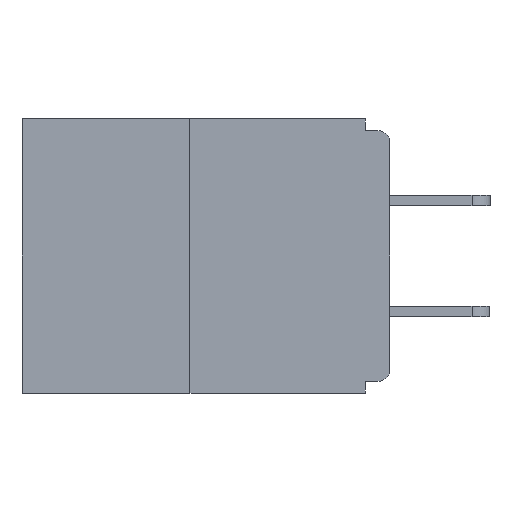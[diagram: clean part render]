
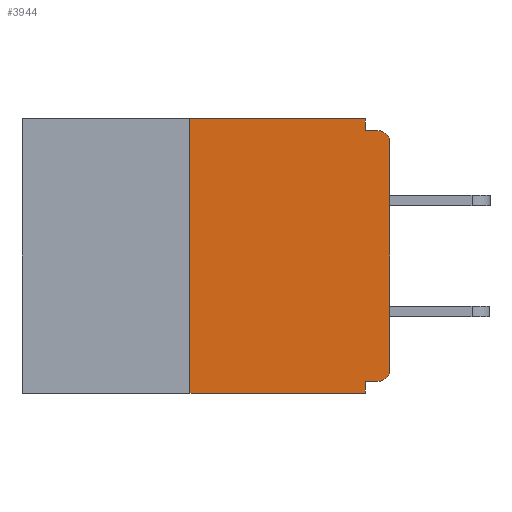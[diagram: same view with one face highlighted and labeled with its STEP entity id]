
A CAD part, left-side view. The second image highlights one B-rep face of the part: STEP entity #3944.
In plain terms, the highlighted planar face has unit normal (-1, 0, 0).
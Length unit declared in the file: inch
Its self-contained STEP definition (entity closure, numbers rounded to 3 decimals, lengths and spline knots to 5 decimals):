
#124 = LINE ( 'NONE', #19282, #19386 ) ;
#588 = AXIS2_PLACEMENT_3D ( 'NONE', #15049, #3913, #7313 ) ;
#756 = CARTESIAN_POINT ( 'NONE',  ( 0., 0.015, -0.328 ) ) ;
#798 = VECTOR ( 'NONE', #12060, 39.37008 ) ;
#860 = VECTOR ( 'NONE', #13708, 39.37008 ) ;
#867 = ORIENTED_EDGE ( 'NONE', *, *, #7217, .T. ) ;
#910 = LINE ( 'NONE', #23298, #22844 ) ;
#1072 = LINE ( 'NONE', #19710, #798 ) ;
#1488 = CIRCLE ( 'NONE', #2788, 0.015 ) ;
#1883 = ORIENTED_EDGE ( 'NONE', *, *, #15234, .F. ) ;
#2423 = CARTESIAN_POINT ( 'NONE',  ( 0., 0.46, 0. ) ) ;
#2617 = ORIENTED_EDGE ( 'NONE', *, *, #8753, .F. ) ;
#2788 = AXIS2_PLACEMENT_3D ( 'NONE', #6391, #8034, #21058 ) ;
#2800 = VECTOR ( 'NONE', #10618, 39.37008 ) ;
#3614 = EDGE_CURVE ( 'NONE', #19520, #20991, #910, .T. ) ;
#3913 = DIRECTION ( 'NONE',  ( -1., 0., 0. ) ) ;
#3944 = ADVANCED_FACE ( 'NONE', ( #11174 ), #20391, .F. ) ;
#3971 = EDGE_CURVE ( 'NONE', #23932, #12971, #17549, .T. ) ;
#4613 = DIRECTION ( 'NONE',  ( 0., -1., 0. ) ) ;
#4960 = VERTEX_POINT ( 'NONE', #22563 ) ;
#4999 = ORIENTED_EDGE ( 'NONE', *, *, #12858, .F. ) ;
#5850 = ORIENTED_EDGE ( 'NONE', *, *, #3971, .T. ) ;
#5975 = ORIENTED_EDGE ( 'NONE', *, *, #10573, .F. ) ;
#6391 = CARTESIAN_POINT ( 'NONE',  ( 0., 0.015, -0.313 ) ) ;
#7217 = EDGE_CURVE ( 'NONE', #24158, #23932, #1488, .T. ) ;
#7227 = ORIENTED_EDGE ( 'NONE', *, *, #8616, .T. ) ;
#7313 = DIRECTION ( 'NONE',  ( 0., 0., -1. ) ) ;
#8034 = DIRECTION ( 'NONE',  ( -1., 0., 0. ) ) ;
#8616 = EDGE_CURVE ( 'NONE', #12971, #20991, #20078, .T. ) ;
#8689 = LINE ( 'NONE', #21767, #2800 ) ;
#8693 = CARTESIAN_POINT ( 'NONE',  ( 0., 0.46, -0.343 ) ) ;
#8753 = EDGE_CURVE ( 'NONE', #18570, #23502, #1072, .T. ) ;
#9262 = CARTESIAN_POINT ( 'NONE',  ( 0., 0.46, 0. ) ) ;
#9611 = VERTEX_POINT ( 'NONE', #13571 ) ;
#9793 = CARTESIAN_POINT ( 'NONE',  ( 0., 0., -0.313 ) ) ;
#9808 = VECTOR ( 'NONE', #10453, 39.37008 ) ;
#9932 = ORIENTED_EDGE ( 'NONE', *, *, #20645, .F. ) ;
#10345 = LINE ( 'NONE', #13006, #21999 ) ;
#10453 = DIRECTION ( 'NONE',  ( 0., -1., 0. ) ) ;
#10496 = CARTESIAN_POINT ( 'NONE',  ( 0., 0., -0.03 ) ) ;
#10573 = EDGE_CURVE ( 'NONE', #4960, #19520, #8689, .T. ) ;
#10618 = DIRECTION ( 'NONE',  ( 0., 0., -1. ) ) ;
#10718 = DIRECTION ( 'NONE',  ( 0., 0., -1. ) ) ;
#11174 = FACE_OUTER_BOUND ( 'NONE', #16870, .T. ) ;
#12060 = DIRECTION ( 'NONE',  ( 0., 0., 1. ) ) ;
#12284 = EDGE_CURVE ( 'NONE', #18570, #9611, #23186, .T. ) ;
#12858 = EDGE_CURVE ( 'NONE', #24158, #23876, #10345, .T. ) ;
#12879 = DIRECTION ( 'NONE',  ( 0., 0., 1. ) ) ;
#12944 = VECTOR ( 'NONE', #12879, 39.37008 ) ;
#12971 = VERTEX_POINT ( 'NONE', #10496 ) ;
#13006 = CARTESIAN_POINT ( 'NONE',  ( 0., 0., -0.328 ) ) ;
#13184 = CARTESIAN_POINT ( 'NONE',  ( 0., 0.031, -0.328 ) ) ;
#13571 = CARTESIAN_POINT ( 'NONE',  ( 0., 0.031, -0.343 ) ) ;
#13576 = ORIENTED_EDGE ( 'NONE', *, *, #3614, .F. ) ;
#13708 = DIRECTION ( 'NONE',  ( 0., -1., 0. ) ) ;
#14815 = DIRECTION ( 'NONE',  ( 1., 0., 0. ) ) ;
#15049 = CARTESIAN_POINT ( 'NONE',  ( 0., 0.015, -0.03 ) ) ;
#15234 = EDGE_CURVE ( 'NONE', #23502, #4960, #19533, .T. ) ;
#16632 = DIRECTION ( 'NONE',  ( 0., 1., 0. ) ) ;
#16870 = EDGE_LOOP ( 'NONE', ( #1883, #2617, #21943, #9932, #4999, #867, #5850, #7227, #13576, #5975 ) ) ;
#17095 = CARTESIAN_POINT ( 'NONE',  ( 0., 0.031, -0.015 ) ) ;
#17549 = LINE ( 'NONE', #23834, #12944 ) ;
#17845 = CARTESIAN_POINT ( 'NONE',  ( 0., 0.25, 0. ) ) ;
#18570 = VERTEX_POINT ( 'NONE', #21155 ) ;
#19282 = CARTESIAN_POINT ( 'NONE',  ( 0., 0.031, -0.343 ) ) ;
#19386 = VECTOR ( 'NONE', #23076, 39.37008 ) ;
#19520 = VERTEX_POINT ( 'NONE', #17095 ) ;
#19533 = LINE ( 'NONE', #2423, #860 ) ;
#19710 = CARTESIAN_POINT ( 'NONE',  ( 0., 0.25, 0. ) ) ;
#20078 = CIRCLE ( 'NONE', #588, 0.015 ) ;
#20391 = PLANE ( 'NONE',  #21160 ) ;
#20645 = EDGE_CURVE ( 'NONE', #23876, #9611, #124, .T. ) ;
#20991 = VERTEX_POINT ( 'NONE', #23523 ) ;
#21058 = DIRECTION ( 'NONE',  ( 0., 0., -1. ) ) ;
#21155 = CARTESIAN_POINT ( 'NONE',  ( 0., 0.25, -0.343 ) ) ;
#21160 = AXIS2_PLACEMENT_3D ( 'NONE', #9262, #14815, #10718 ) ;
#21767 = CARTESIAN_POINT ( 'NONE',  ( 0., 0.031, 0. ) ) ;
#21943 = ORIENTED_EDGE ( 'NONE', *, *, #12284, .T. ) ;
#21999 = VECTOR ( 'NONE', #16632, 39.37008 ) ;
#22563 = CARTESIAN_POINT ( 'NONE',  ( 0., 0.031, 0. ) ) ;
#22844 = VECTOR ( 'NONE', #4613, 39.37008 ) ;
#23076 = DIRECTION ( 'NONE',  ( 0., 0., -1. ) ) ;
#23186 = LINE ( 'NONE', #8693, #9808 ) ;
#23298 = CARTESIAN_POINT ( 'NONE',  ( 0., 0., -0.015 ) ) ;
#23502 = VERTEX_POINT ( 'NONE', #17845 ) ;
#23523 = CARTESIAN_POINT ( 'NONE',  ( 0., 0.015, -0.015 ) ) ;
#23834 = CARTESIAN_POINT ( 'NONE',  ( 0., 0., 0. ) ) ;
#23876 = VERTEX_POINT ( 'NONE', #13184 ) ;
#23932 = VERTEX_POINT ( 'NONE', #9793 ) ;
#24158 = VERTEX_POINT ( 'NONE', #756 ) ;
